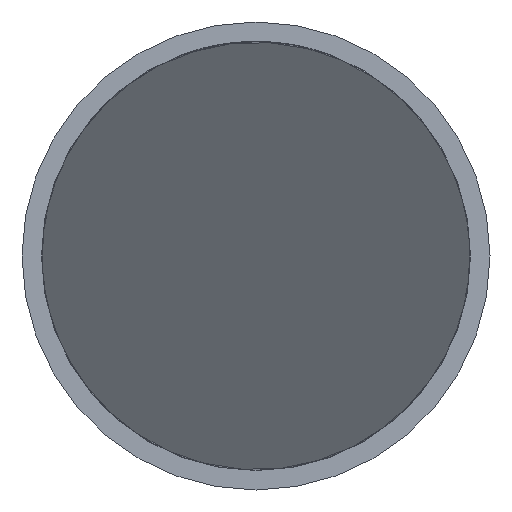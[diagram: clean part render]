
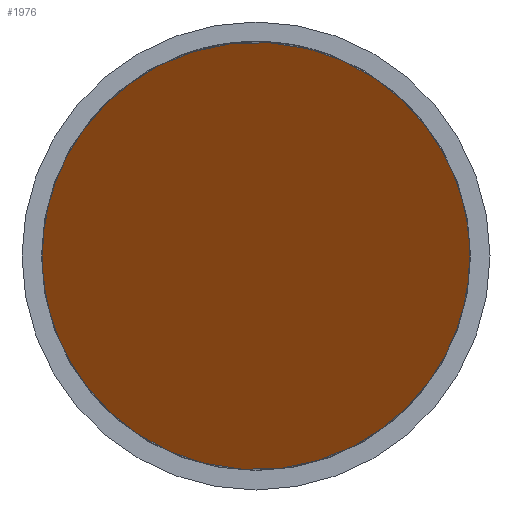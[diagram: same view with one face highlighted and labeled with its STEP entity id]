
A CAD part, front view. The second image highlights one B-rep face of the part: STEP entity #1976.
In plain terms, the highlighted planar face has unit normal (-0.707, -0.707, 0).
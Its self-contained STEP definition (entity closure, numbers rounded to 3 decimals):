
#12 = EDGE_LOOP ( 'NONE', ( #3429, #88 ) ) ;
#88 = ORIENTED_EDGE ( 'NONE', *, *, #157, .F. ) ;
#157 = EDGE_CURVE ( 'Defeature ausgef�hrt2_5+Defeature ausgef�hrt2_6+Defeature ausgef�hrt2_6+Defeature ausgef�hrt2_6', #338, #840, #3053, .T. ) ;
#223 = PLANE ( 'NONE',  #1306 ) ;
#338 = VERTEX_POINT ( 'NONE', #2031 ) ;
#733 = CARTESIAN_POINT ( 'NONE',  ( -2.74, -42.52, 0. ) ) ;
#840 = VERTEX_POINT ( 'NONE', #1345 ) ;
#1013 = CARTESIAN_POINT ( 'NONE',  ( 2.74, -48., 0. ) ) ;
#1021 = CARTESIAN_POINT ( 'NONE',  ( 2.74, -48., 0. ) ) ;
#1212 = EDGE_CURVE ( 'Defeature ausgef�hrt2_5+Defeature ausgef�hrt2_6+Defeature ausgef�hrt2_6+Defeature ausgef�hrt2_6', #840, #338, #2705, .T. ) ;
#1306 = AXIS2_PLACEMENT_3D ( 'NONE', #3623, #2574, #3475 ) ;
#1345 = CARTESIAN_POINT ( 'NONE',  ( -2.74, -42.52, 0. ) ) ;
#1976 = ADVANCED_FACE ( 'Defeature ausgef�hrt2_6', ( #3122 ), #223, .F. ) ;
#2031 = CARTESIAN_POINT ( 'NONE',  ( 2.74, -48., 0. ) ) ;
#2161 = CARTESIAN_POINT ( 'NONE',  ( -2.74, -42.52, 0. ) ) ;
#2452 = CARTESIAN_POINT ( 'NONE',  ( -2.74, -42.52, 5.48 ) ) ;
#2574 = DIRECTION ( 'NONE',  ( 0.707, 0.707, 0. ) ) ;
#2705 =( BOUNDED_CURVE ( )  B_SPLINE_CURVE ( 3, ( #2161, #2452, #2726, #1013 ),
 .UNSPECIFIED., .F., .T. ) 
 B_SPLINE_CURVE_WITH_KNOTS ( ( 4, 4 ),
 ( 0., 3.142 ),
 .UNSPECIFIED. ) 
 CURVE ( )  GEOMETRIC_REPRESENTATION_ITEM ( )  RATIONAL_B_SPLINE_CURVE ( ( 1., 0.333, 0.333, 1. ) ) 
 REPRESENTATION_ITEM ( '' )  );
#2726 = CARTESIAN_POINT ( 'NONE',  ( 2.74, -48., 5.48 ) ) ;
#3013 = CARTESIAN_POINT ( 'NONE',  ( -2.74, -42.52, -5.48 ) ) ;
#3053 =( BOUNDED_CURVE ( )  B_SPLINE_CURVE ( 3, ( #1021, #3611, #3013, #733 ),
 .UNSPECIFIED., .F., .T. ) 
 B_SPLINE_CURVE_WITH_KNOTS ( ( 4, 4 ),
 ( 3.142, 6.283 ),
 .UNSPECIFIED. ) 
 CURVE ( )  GEOMETRIC_REPRESENTATION_ITEM ( )  RATIONAL_B_SPLINE_CURVE ( ( 1., 0.333, 0.333, 1. ) ) 
 REPRESENTATION_ITEM ( '' )  );
#3122 = FACE_OUTER_BOUND ( 'NONE', #12, .T. ) ;
#3429 = ORIENTED_EDGE ( 'NONE', *, *, #1212, .F. ) ;
#3475 = DIRECTION ( 'NONE',  ( -0.707, 0.707, 0. ) ) ;
#3611 = CARTESIAN_POINT ( 'NONE',  ( 2.74, -48., -5.48 ) ) ;
#3623 = CARTESIAN_POINT ( 'NONE',  ( 2.74, -48., -3. ) ) ;
